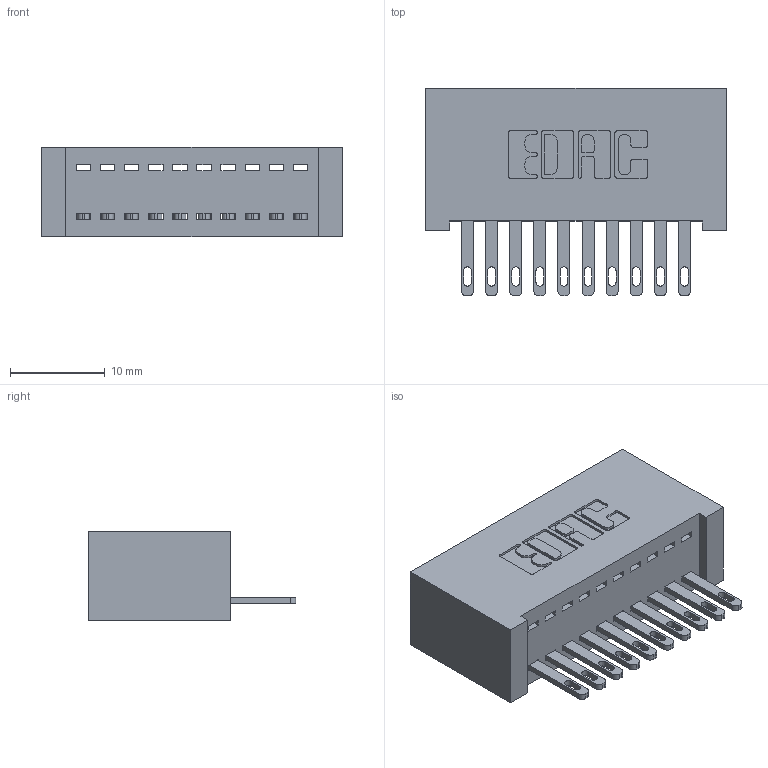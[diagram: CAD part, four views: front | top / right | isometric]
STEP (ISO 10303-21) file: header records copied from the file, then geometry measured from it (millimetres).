
FILE_DESCRIPTION (( 'STEP AP203' ), '1' );
FILE_NAME ('892-010-500-101.STEP', '2020-09-21T12:45:00', ( '' ), ( '' ), 'SwSTEP 2.0', 'SolidWorks 2020', '' );
FILE_SCHEMA (( 'CONFIG_CONTROL_DESIGN' ));
Length unit declared in the file: inch
Products named in the file (3): 842 Part_Lugless; 892-010-500-101; 345-292-001_345-293-100
Assembly tree (11 placements, depth 2):
  892-010-500-101
    842 Part_Lugless
    345-292-001_345-293-100  x10
Bounding box: 31.65 x 21.85 x 9.4 mm (x, y, z)
Volume: 3072.2 mm3; surface area: 4256.9 mm2
Topology: 11 solids, 11 shells, 642 faces, 1955 edges, 1302 vertices
Faces by surface type: plane 422, cylinder 220
Entity records: 9773 total; most frequent: CARTESIAN_POINT 1696, ORIENTED_EDGE 1642, DIRECTION 1489, EDGE_CURVE 821, LINE 697, VECTOR 697, VERTEX_POINT 546, AXIS2_PLACEMENT_3D 396
